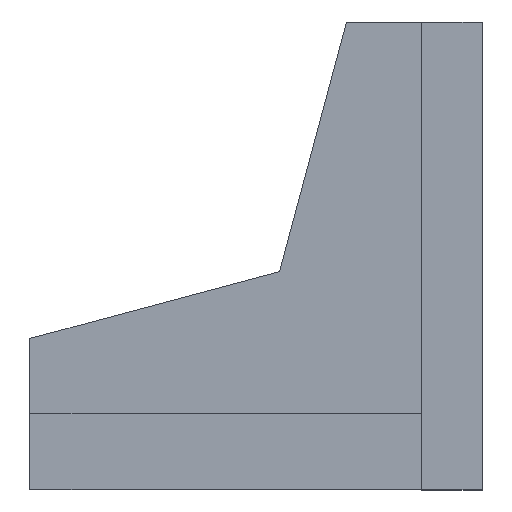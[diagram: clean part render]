
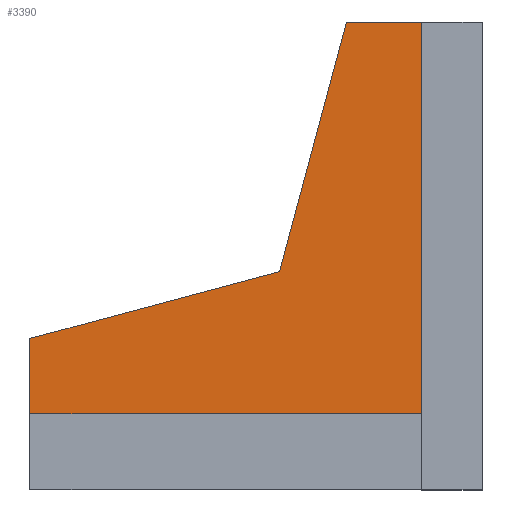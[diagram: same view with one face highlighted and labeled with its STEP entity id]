
A CAD part, top view. The second image highlights one B-rep face of the part: STEP entity #3390.
In plain terms, the highlighted planar face has unit normal (0, 0, 1).
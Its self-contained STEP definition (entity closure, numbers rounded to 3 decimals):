
#731 = EDGE_CURVE ( 'NONE', #32340, #27946, #23307, .T. ) ;
#1184 = CARTESIAN_POINT ( 'NONE',  ( -26., 20., 28. ) ) ;
#1354 = EDGE_CURVE ( 'NONE', #42092, #3300, #43135, .T. ) ;
#1875 = VECTOR ( 'NONE', #7473, 1000. ) ;
#2346 = VECTOR ( 'NONE', #12352, 1000. ) ;
#3300 = VERTEX_POINT ( 'NONE', #43514 ) ;
#3390 = ADVANCED_FACE ( 'NONE', ( #27109 ), #40346, .T. ) ;
#3776 = CARTESIAN_POINT ( 'NONE',  ( -26., 20., 28. ) ) ;
#4258 = LINE ( 'NONE', #16985, #28392 ) ;
#5890 = DIRECTION ( 'NONE',  ( 0., 0., 1. ) ) ;
#6112 = AXIS2_PLACEMENT_3D ( 'NONE', #33023, #5890, #23239 ) ;
#7473 = DIRECTION ( 'NONE',  ( -1., 0., 0. ) ) ;
#7673 = EDGE_CURVE ( 'NONE', #31642, #32340, #4258, .T. ) ;
#8125 = CARTESIAN_POINT ( 'NONE',  ( 26., 10., 28. ) ) ;
#11938 = CARTESIAN_POINT ( 'NONE',  ( 26., 62., 28. ) ) ;
#12352 = DIRECTION ( 'NONE',  ( 0.259, 0.966, 0. ) ) ;
#12838 = VECTOR ( 'NONE', #32062, 1000. ) ;
#13363 = EDGE_CURVE ( 'NONE', #27946, #33723, #33218, .T. ) ;
#13604 = CARTESIAN_POINT ( 'NONE',  ( -26., 10., 28. ) ) ;
#14629 = DIRECTION ( 'NONE',  ( 1., 0., 0. ) ) ;
#14887 = DIRECTION ( 'NONE',  ( 0.966, 0.259, 0. ) ) ;
#16985 = CARTESIAN_POINT ( 'NONE',  ( 26., 62., 28. ) ) ;
#19174 = EDGE_LOOP ( 'NONE', ( #28329, #33410, #43838, #19931, #21836, #43132 ) ) ;
#19931 = ORIENTED_EDGE ( 'NONE', *, *, #13363, .F. ) ;
#21836 = ORIENTED_EDGE ( 'NONE', *, *, #731, .F. ) ;
#22715 = VECTOR ( 'NONE', #14629, 1000. ) ;
#23239 = DIRECTION ( 'NONE',  ( 1., 0., 0. ) ) ;
#23307 = LINE ( 'NONE', #30864, #1875 ) ;
#27109 = FACE_OUTER_BOUND ( 'NONE', #19174, .T. ) ;
#27111 = EDGE_CURVE ( 'NONE', #3300, #31642, #39905, .T. ) ;
#27946 = VERTEX_POINT ( 'NONE', #13604 ) ;
#28329 = ORIENTED_EDGE ( 'NONE', *, *, #27111, .F. ) ;
#28392 = VECTOR ( 'NONE', #40964, 1000. ) ;
#30864 = CARTESIAN_POINT ( 'NONE',  ( 26., 10., 28. ) ) ;
#31642 = VERTEX_POINT ( 'NONE', #35062 ) ;
#32062 = DIRECTION ( 'NONE',  ( 0., 1., 0. ) ) ;
#32340 = VERTEX_POINT ( 'NONE', #8125 ) ;
#32897 = CARTESIAN_POINT ( 'NONE',  ( 16., 62., 28. ) ) ;
#33023 = CARTESIAN_POINT ( 'NONE',  ( -26., 62., 28. ) ) ;
#33218 = LINE ( 'NONE', #1184, #12838 ) ;
#33410 = ORIENTED_EDGE ( 'NONE', *, *, #1354, .F. ) ;
#33723 = VERTEX_POINT ( 'NONE', #3776 ) ;
#34616 = VECTOR ( 'NONE', #14887, 1000. ) ;
#35062 = CARTESIAN_POINT ( 'NONE',  ( 26., 62., 28. ) ) ;
#35602 = CARTESIAN_POINT ( 'NONE',  ( -26., 20., 28. ) ) ;
#39905 = LINE ( 'NONE', #11938, #22715 ) ;
#40134 = EDGE_CURVE ( 'NONE', #33723, #42092, #43742, .T. ) ;
#40346 = PLANE ( 'NONE',  #6112 ) ;
#40964 = DIRECTION ( 'NONE',  ( 0., -1., 0. ) ) ;
#42092 = VERTEX_POINT ( 'NONE', #42721 ) ;
#42721 = CARTESIAN_POINT ( 'NONE',  ( 7.12, 28.88, 28. ) ) ;
#43132 = ORIENTED_EDGE ( 'NONE', *, *, #7673, .F. ) ;
#43135 = LINE ( 'NONE', #32897, #2346 ) ;
#43514 = CARTESIAN_POINT ( 'NONE',  ( 16., 62., 28. ) ) ;
#43742 = LINE ( 'NONE', #35602, #34616 ) ;
#43838 = ORIENTED_EDGE ( 'NONE', *, *, #40134, .F. ) ;
